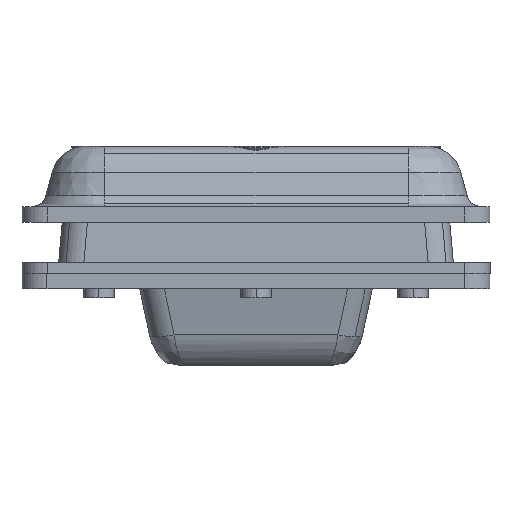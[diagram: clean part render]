
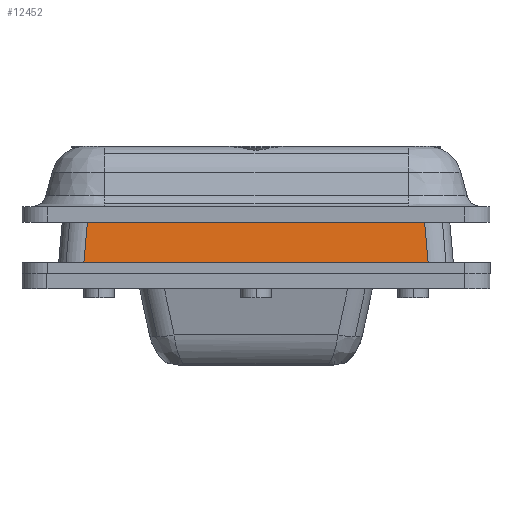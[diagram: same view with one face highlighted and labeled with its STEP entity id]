
A CAD part, left-side view. The second image highlights one B-rep face of the part: STEP entity #12452.
In plain terms, the highlighted face is planar.
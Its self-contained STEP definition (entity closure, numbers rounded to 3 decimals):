
#11783=CARTESIAN_POINT('',(-110.0,-34.019,-1.1));
#11784=VERTEX_POINT('',#11783);
#11792=CARTESIAN_POINT('',(-108.65,-32.668,-16.536));
#11793=VERTEX_POINT('',#11792);
#11794=CARTESIAN_POINT('',(-110.0,-34.019,-1.1));
#11795=DIRECTION('',(0.087,0.087,-0.992));
#11796=VECTOR('',#11795,15.553);
#11797=LINE('',#11794,#11796);
#11798=EDGE_CURVE('',#11784,#11793,#11797,.T.);
#12147=CARTESIAN_POINT('',(-108.65,32.669,-16.536));
#12148=VERTEX_POINT('',#12147);
#12156=CARTESIAN_POINT('',(-110.0,34.019,-1.1));
#12157=VERTEX_POINT('',#12156);
#12158=CARTESIAN_POINT('',(-108.65,32.669,-16.536));
#12159=DIRECTION('',(-0.087,0.087,0.992));
#12160=VECTOR('',#12159,15.553);
#12161=LINE('',#12158,#12160);
#12162=EDGE_CURVE('',#12148,#12157,#12161,.T.);
#12409=CARTESIAN_POINT('',(-108.65,-32.668,-16.536));
#12410=DIRECTION('',(0.0,1.0,0.0));
#12411=VECTOR('',#12410,65.337);
#12412=LINE('',#12409,#12411);
#12413=EDGE_CURVE('',#11793,#12148,#12412,.T.);
#12436=CARTESIAN_POINT('',(-110.0,39.,-1.1));
#12437=DIRECTION('',(-0.996,0.0,-0.087));
#12438=DIRECTION('',(0.0,1.0,0.0));
#12439=AXIS2_PLACEMENT_3D('',#12436,#12437,#12438);
#12440=PLANE('',#12439);
#12441=ORIENTED_EDGE('',*,*,#11798,.F.);
#12442=CARTESIAN_POINT('',(-110.0,34.019,-1.1));
#12443=DIRECTION('',(0.0,-1.0,0.0));
#12444=VECTOR('',#12443,68.038);
#12445=LINE('',#12442,#12444);
#12446=EDGE_CURVE('',#12157,#11784,#12445,.T.);
#12447=ORIENTED_EDGE('',*,*,#12446,.F.);
#12448=ORIENTED_EDGE('',*,*,#12162,.F.);
#12449=ORIENTED_EDGE('',*,*,#12413,.F.);
#12450=EDGE_LOOP('',(#12441,#12447,#12448,#12449));
#12451=FACE_OUTER_BOUND('',#12450,.T.);
#12452=ADVANCED_FACE('',(#12451),#12440,.T.);
